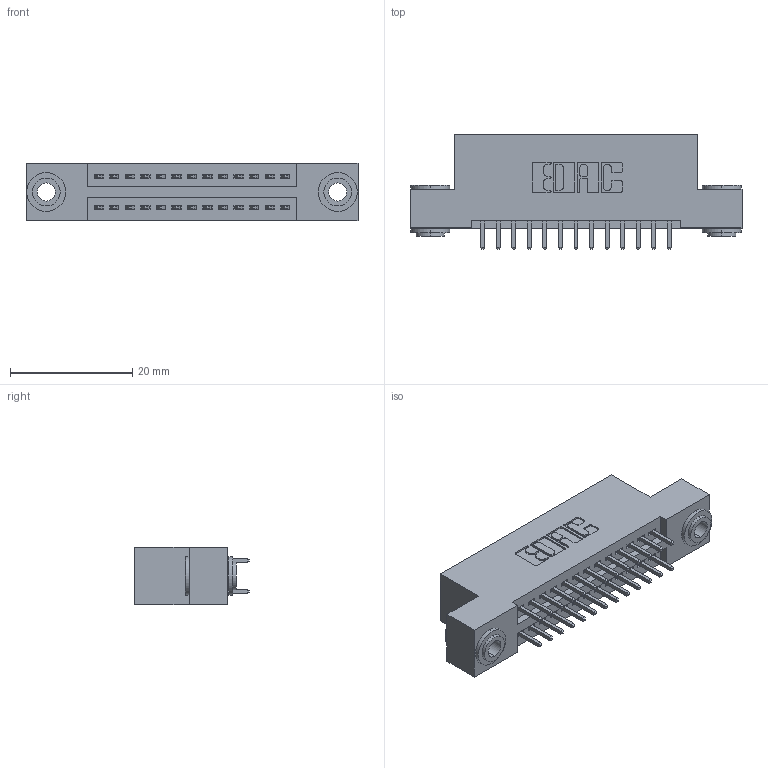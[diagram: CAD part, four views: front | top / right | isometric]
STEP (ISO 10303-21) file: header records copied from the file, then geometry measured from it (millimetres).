
FILE_DESCRIPTION (( 'STEP AP203' ), '1' );
FILE_NAME ('345-026-521-203.STEP', '2018-08-22T00:02:56', ( '' ), ( '' ), 'SwSTEP 2.0', 'SolidWorks 2016', '' );
FILE_SCHEMA (( 'CONFIG_CONTROL_DESIGN' ));
Length unit declared in the file: inch
Products named in the file (4): 345 Part_Flush Mounting Lugs - 0.156 Dia-TH; 345-292-001_345-293-121; 345-250-002_345-250-002-102; 345-026-521-203
Assembly tree (29 placements, depth 2):
  345-026-521-203
    345 Part_Flush Mounting Lugs - 0.156 Dia-TH
    345-292-001_345-293-121  x26
    345-250-002_345-250-002-102  x2
Bounding box: 54.23 x 18.72 x 9.4 mm (x, y, z)
Volume: 5007.5 mm3; surface area: 6976 mm2
Topology: 29 solids, 29 shells, 1464 faces, 4291 edges, 2822 vertices
Faces by surface type: plane 948, cylinder 508, cone 8
Entity records: 14772 total; most frequent: CARTESIAN_POINT 2479, ORIENTED_EDGE 2406, DIRECTION 2253, EDGE_CURVE 1203, LINE 995, VECTOR 995, VERTEX_POINT 798, AXIS2_PLACEMENT_3D 629
